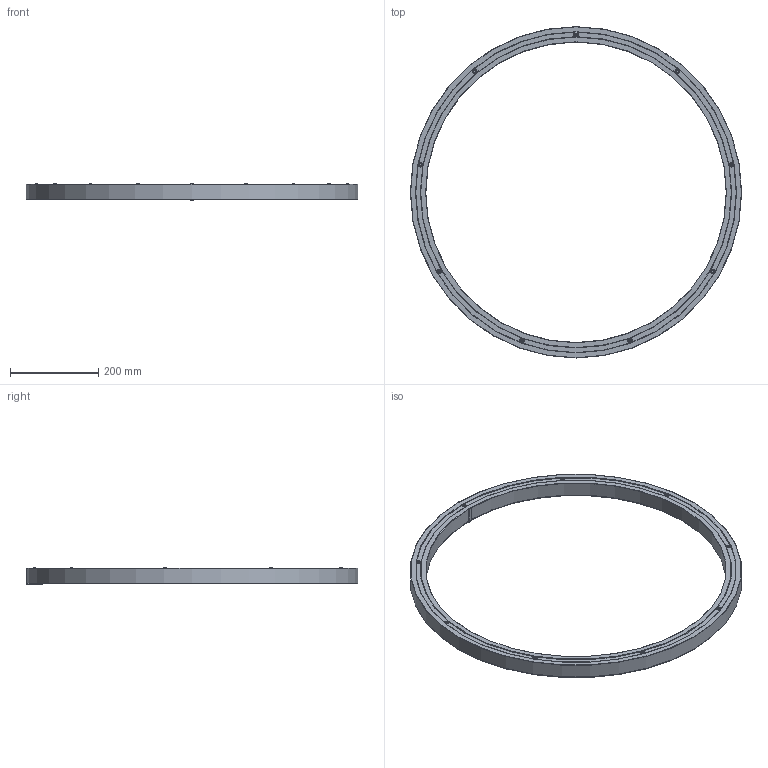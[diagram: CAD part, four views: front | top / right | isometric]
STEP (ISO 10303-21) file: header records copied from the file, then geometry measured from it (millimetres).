
FILE_DESCRIPTION(/* description */ ('This is a sample STEP configuration'),/* implementation_level */ '2;1');
FILE_NAME(/* name */ '675-101xxxxxxxxx _Simple.ipt_Rev_01.3.stp',/* time_stamp */ '2021-02-06T14:23:59+01:00',/* author */ ('powerJobs'),/* organization */ ('coolOrange'),/* preprocessor_version */ 'ST-DEVELOPER v18.1',/* originating_system */ 'Autodesk Inventor 2020',/* authorisation */ '');
FILE_SCHEMA (('AUTOMOTIVE_DESIGN { 1 0 10303 214 3 1 1 }'));
Length unit declared in the file: millimetre
Products named in the file (1): ENG000017682
Bounding box: 750 x 751.5 x 37 mm (x, y, z)
Volume: 2642644.5 mm3; surface area: 323023.4 mm2
Topology: 1 solids, 1 shells, 79 faces, 184 edges, 122 vertices
Faces by surface type: plane 36, cylinder 22, torus 12, cone 9
Full cylindrical faces by diameter (mm): 4.5 x9, 682.4 x1, 704 x1, 726 x1, 747.6 x1
Entity records: 2388 total; most frequent: DIRECTION 449, CARTESIAN_POINT 415, ORIENTED_EDGE 370, AXIS2_PLACEMENT_3D 192, EDGE_CURVE 185, VERTEX_POINT 122, CIRCLE 112, EDGE_LOOP 101
